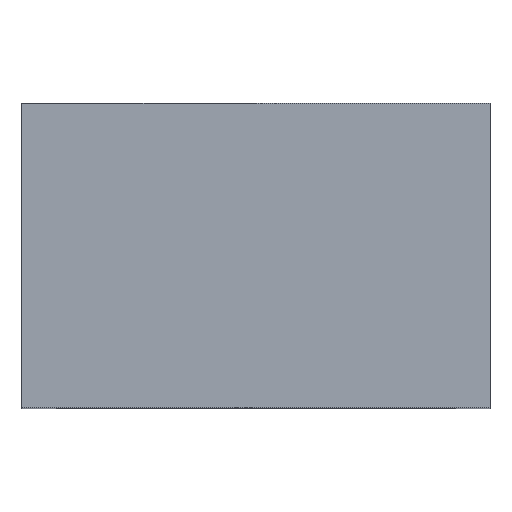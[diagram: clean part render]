
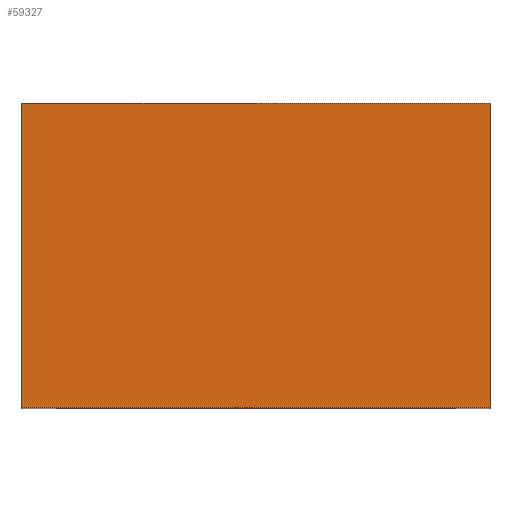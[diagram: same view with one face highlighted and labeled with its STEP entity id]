
A CAD part, top view. The second image highlights one B-rep face of the part: STEP entity #59327.
In plain terms, the highlighted planar face has unit normal (0, 0, 1).
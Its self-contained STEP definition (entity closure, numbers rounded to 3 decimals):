
#10988=ORIENTED_EDGE('',*,*,#18942,.T.);
#10989=ORIENTED_EDGE('',*,*,#18949,.F.);
#10990=ORIENTED_EDGE('',*,*,#18950,.F.);
#10991=ORIENTED_EDGE('',*,*,#18951,.T.);
#18942=EDGE_CURVE('',#23161,#23159,#29467,.T.);
#18949=EDGE_CURVE('',#23167,#23159,#29474,.T.);
#18950=EDGE_CURVE('',#23168,#23167,#29475,.T.);
#18951=EDGE_CURVE('',#23168,#23161,#29476,.T.);
#23159=VERTEX_POINT('',#84672);
#23161=VERTEX_POINT('',#84675);
#23167=VERTEX_POINT('',#84689);
#23168=VERTEX_POINT('',#84691);
#29467=LINE('',#84674,#35782);
#29474=LINE('',#84688,#35789);
#29475=LINE('',#84690,#35790);
#29476=LINE('',#84692,#35791);
#35782=VECTOR('',#72019,1000.);
#35789=VECTOR('',#72028,1000.);
#35790=VECTOR('',#72029,1000.);
#35791=VECTOR('',#72030,1000.);
#37935=EDGE_LOOP('',(#10988,#10989,#10990,#10991));
#40096=FACE_BOUND('',#37935,.T.);
#42252=PLANE('',#61466);
#59327=ADVANCED_FACE('',(#40096),#42252,.F.);
#61466=AXIS2_PLACEMENT_3D('',#84687,#72026,#72027);
#72019=DIRECTION('',(-1.,0.,0.));
#72026=DIRECTION('',(0.,0.,-1.));
#72027=DIRECTION('',(-1.,0.,0.));
#72028=DIRECTION('',(0.,1.,0.));
#72029=DIRECTION('',(-1.,0.,0.));
#72030=DIRECTION('',(0.,1.,0.));
#84672=CARTESIAN_POINT('',(-5.8,3.775,5.08));
#84674=CARTESIAN_POINT('',(5.8,3.775,5.08));
#84675=CARTESIAN_POINT('',(5.8,3.775,5.08));
#84687=CARTESIAN_POINT('',(5.8,-3.775,5.08));
#84688=CARTESIAN_POINT('',(-5.8,-3.775,5.08));
#84689=CARTESIAN_POINT('',(-5.8,-3.775,5.08));
#84690=CARTESIAN_POINT('',(5.8,-3.775,5.08));
#84691=CARTESIAN_POINT('',(5.8,-3.775,5.08));
#84692=CARTESIAN_POINT('',(5.8,-3.775,5.08));
